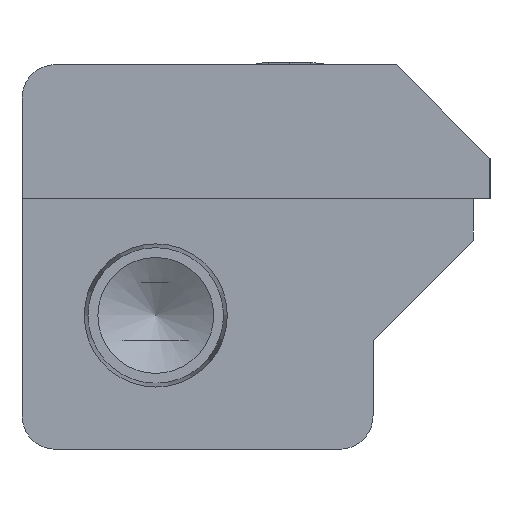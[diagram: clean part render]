
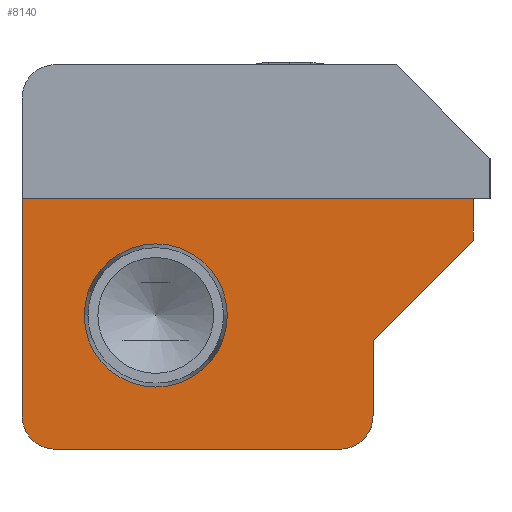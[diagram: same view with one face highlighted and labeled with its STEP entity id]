
A CAD part, left-side view. The second image highlights one B-rep face of the part: STEP entity #8140.
In plain terms, the highlighted planar face has unit normal (-1, 0, 0).
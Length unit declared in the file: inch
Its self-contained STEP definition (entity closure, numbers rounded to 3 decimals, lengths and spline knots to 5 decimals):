
#7212=CARTESIAN_POINT('',(-48.15499,18.68917,-1.0935));
#7213=VERTEX_POINT('',#7212);
#7214=CARTESIAN_POINT('',(-48.15499,18.42167,-1.0935));
#7215=DIRECTION('',(1.0,0.0,0.0));
#7216=DIRECTION('',(0.0,1.0,0.0));
#7217=AXIS2_PLACEMENT_3D('',#7214,#7215,#7216);
#7218=CIRCLE('',#7217,0.26751);
#7219=EDGE_CURVE('',#7213,#7213,#7218,.T.);
#8064=CARTESIAN_POINT('',(-48.15499,18.14836,-1.07429));
#8065=DIRECTION('',(1.0,0.0,0.0));
#8066=DIRECTION('',(0.0,0.0,-1.0));
#8067=AXIS2_PLACEMENT_3D('',#8064,#8065,#8066);
#8068=PLANE('',#8067);
#8069=CARTESIAN_POINT('',(-48.15499,18.92167,-1.4685));
#8070=VERTEX_POINT('',#8069);
#8071=CARTESIAN_POINT('',(-48.15499,18.92167,-0.656));
#8072=VERTEX_POINT('',#8071);
#8073=CARTESIAN_POINT('',(-48.15499,18.92167,-1.4685));
#8074=DIRECTION('',(0.0,0.0,1.0));
#8075=VECTOR('',#8074,0.8125);
#8076=LINE('',#8073,#8075);
#8077=EDGE_CURVE('',#8070,#8072,#8076,.T.);
#8078=ORIENTED_EDGE('',*,*,#8077,.F.);
#8079=CARTESIAN_POINT('',(-48.15499,18.79667,-1.5935));
#8080=VERTEX_POINT('',#8079);
#8081=CARTESIAN_POINT('',(-48.15499,18.79667,-1.4685));
#8082=DIRECTION('',(1.,0.,0.));
#8083=DIRECTION('',(0.,0.707,-0.707));
#8084=AXIS2_PLACEMENT_3D('',#8081,#8082,#8083);
#8085=CIRCLE('',#8084,0.125);
#8086=EDGE_CURVE('',#8080,#8070,#8085,.T.);
#8087=ORIENTED_EDGE('',*,*,#8086,.F.);
#8088=CARTESIAN_POINT('',(-48.15499,17.73417,-1.5935));
#8089=VERTEX_POINT('',#8088);
#8090=CARTESIAN_POINT('',(-48.15499,17.73417,-1.5935));
#8091=DIRECTION('',(0.0,1.0,0.0));
#8092=VECTOR('',#8091,1.0625);
#8093=LINE('',#8090,#8092);
#8094=EDGE_CURVE('',#8089,#8080,#8093,.T.);
#8095=ORIENTED_EDGE('',*,*,#8094,.F.);
#8096=CARTESIAN_POINT('',(-48.15499,17.60917,-1.4685));
#8097=VERTEX_POINT('',#8096);
#8098=CARTESIAN_POINT('',(-48.15499,17.73417,-1.4685));
#8099=DIRECTION('',(1.,0.,0.));
#8100=DIRECTION('',(0.,-0.707,-0.707));
#8101=AXIS2_PLACEMENT_3D('',#8098,#8099,#8100);
#8102=CIRCLE('',#8101,0.125);
#8103=EDGE_CURVE('',#8097,#8089,#8102,.T.);
#8104=ORIENTED_EDGE('',*,*,#8103,.F.);
#8105=CARTESIAN_POINT('',(-48.15499,17.60917,-1.187));
#8106=VERTEX_POINT('',#8105);
#8107=CARTESIAN_POINT('',(-48.15499,17.60917,-1.187));
#8108=DIRECTION('',(0.0,0.0,-1.0));
#8109=VECTOR('',#8108,0.2815);
#8110=LINE('',#8107,#8109);
#8111=EDGE_CURVE('',#8106,#8097,#8110,.T.);
#8112=ORIENTED_EDGE('',*,*,#8111,.F.);
#8113=CARTESIAN_POINT('',(-48.15499,17.23417,-0.812));
#8114=VERTEX_POINT('',#8113);
#8115=CARTESIAN_POINT('',(-48.15499,17.23417,-0.812));
#8116=DIRECTION('',(0.0,0.707,-0.707));
#8117=VECTOR('',#8116,0.53033);
#8118=LINE('',#8115,#8117);
#8119=EDGE_CURVE('',#8114,#8106,#8118,.T.);
#8120=ORIENTED_EDGE('',*,*,#8119,.F.);
#8121=CARTESIAN_POINT('',(-48.15499,17.23417,-0.656));
#8122=VERTEX_POINT('',#8121);
#8123=CARTESIAN_POINT('',(-48.15499,17.23417,-0.656));
#8124=DIRECTION('',(0.0,0.0,-1.0));
#8125=VECTOR('',#8124,0.156);
#8126=LINE('',#8123,#8125);
#8127=EDGE_CURVE('',#8122,#8114,#8126,.T.);
#8128=ORIENTED_EDGE('',*,*,#8127,.F.);
#8129=CARTESIAN_POINT('',(-48.15499,18.92167,-0.656));
#8130=DIRECTION('',(0.0,-1.0,0.0));
#8131=VECTOR('',#8130,1.6875);
#8132=LINE('',#8129,#8131);
#8133=EDGE_CURVE('',#8072,#8122,#8132,.T.);
#8134=ORIENTED_EDGE('',*,*,#8133,.F.);
#8135=EDGE_LOOP('',(#8078,#8087,#8095,#8104,#8112,#8120,#8128,#8134));
#8136=FACE_OUTER_BOUND('',#8135,.T.);
#8137=ORIENTED_EDGE('',*,*,#7219,.T.);
#8138=EDGE_LOOP('',(#8137));
#8139=FACE_BOUND('',#8138,.T.);
#8140=ADVANCED_FACE('',(#8136,#8139),#8068,.F.);
